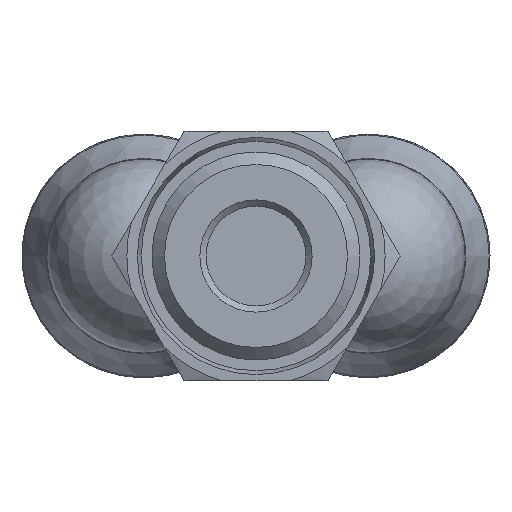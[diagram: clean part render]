
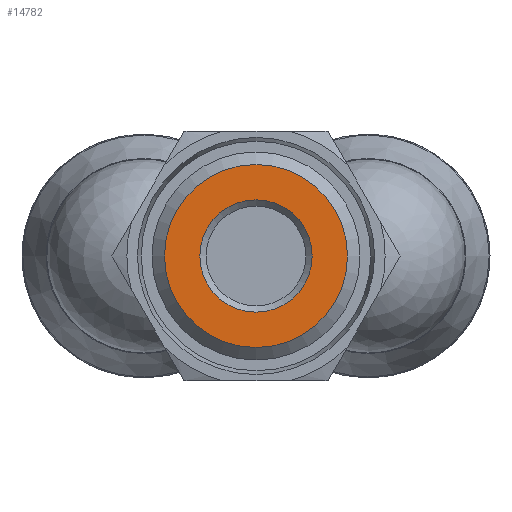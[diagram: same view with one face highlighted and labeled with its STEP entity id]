
A CAD part, front view. The second image highlights one B-rep face of the part: STEP entity #14782.
In plain terms, the highlighted face is planar.
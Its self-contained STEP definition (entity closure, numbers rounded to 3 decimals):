
#14751=CARTESIAN_POINT('',(-29.3,0.,-4.5));
#14752=VERTEX_POINT('',#14751);
#14753=CARTESIAN_POINT('',(-29.3,0.,0.0));
#14754=DIRECTION('',(-1.0,0.0,0.0));
#14755=DIRECTION('',(0.0,0.0,1.0));
#14756=AXIS2_PLACEMENT_3D('',#14753,#14754,#14755);
#14757=CIRCLE('',#14756,4.5);
#14758=EDGE_CURVE('',#14752,#14752,#14757,.T.);
#14763=CARTESIAN_POINT('',(-29.3,4.165,0.0));
#14764=DIRECTION('',(-1.0,0.0,0.0));
#14765=DIRECTION('',(0.0,0.0,1.0));
#14766=AXIS2_PLACEMENT_3D('',#14763,#14764,#14765);
#14767=PLANE('',#14766);
#14768=CARTESIAN_POINT('',(-29.3,7.331,0.));
#14769=VERTEX_POINT('',#14768);
#14770=CARTESIAN_POINT('',(-29.3,0.,0.0));
#14771=DIRECTION('',(1.0,0.0,0.0));
#14772=DIRECTION('',(0.0,-1.0,0.0));
#14773=AXIS2_PLACEMENT_3D('',#14770,#14771,#14772);
#14774=CIRCLE('',#14773,7.331);
#14775=EDGE_CURVE('',#14769,#14769,#14774,.T.);
#14776=ORIENTED_EDGE('',*,*,#14775,.F.);
#14777=EDGE_LOOP('',(#14776));
#14778=FACE_OUTER_BOUND('',#14777,.T.);
#14779=ORIENTED_EDGE('',*,*,#14758,.F.);
#14780=EDGE_LOOP('',(#14779));
#14781=FACE_BOUND('',#14780,.T.);
#14782=ADVANCED_FACE('',(#14778,#14781),#14767,.T.);
